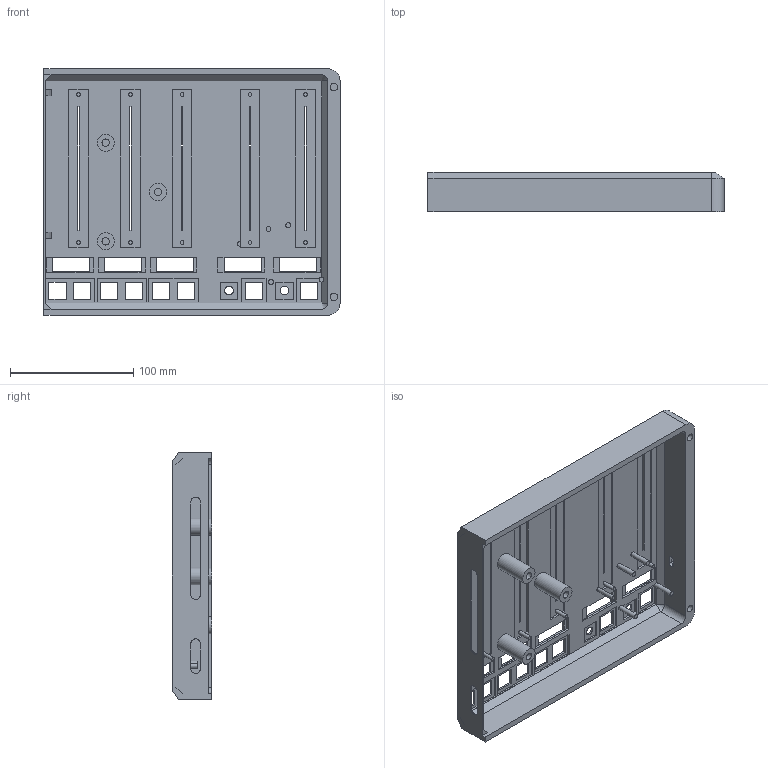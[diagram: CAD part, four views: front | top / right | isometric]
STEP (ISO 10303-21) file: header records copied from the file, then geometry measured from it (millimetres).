
FILE_DESCRIPTION(/* description */ (''),/* implementation_level */ '2;1');
FILE_NAME(/* name */ 'Top R.step',/* time_stamp */ '2026-02-01T10:49:03Z',/* author */ (''),/* organization */ (''),/* preprocessor_version */ 'ST-DEVELOPER v20.1',/* originating_system */ 'Autodesk Translation Framework v14.24.0.0',/* authorisation */ '');
FILE_SCHEMA (('AUTOMOTIVE_DESIGN { 1 0 10303 214 3 1 1 }'));
Length unit declared in the file: millimetre
Products named in the file (1): Top R
Bounding box: 240 x 32 x 200 mm (x, y, z)
Volume: 251568.7 mm3; surface area: 146828.3 mm2
Topology: 1 solids, 1 shells, 266 faces, 673 edges, 443 vertices
Faces by surface type: plane 219, cylinder 37, cone 8, bspline 2
Full cylindrical faces by diameter (mm): 3 x10, 4 x4, 6 x5, 7 x2, 14 x3
Entity records: 8059 total; most frequent: CARTESIAN_POINT 1437, ORIENTED_EDGE 1346, DIRECTION 1281, EDGE_CURVE 673, LINE 579, VECTOR 579, VERTEX_POINT 443, AXIS2_PLACEMENT_3D 351
